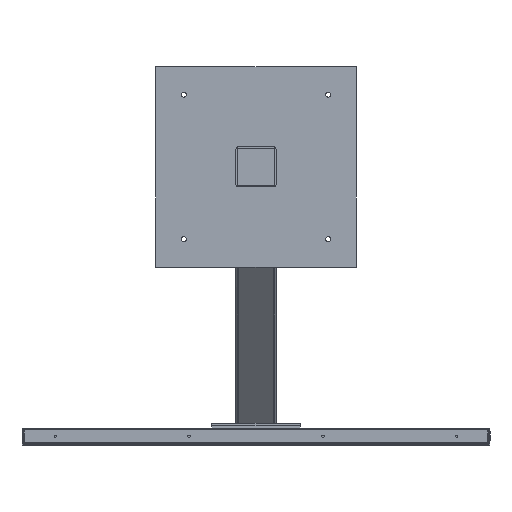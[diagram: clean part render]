
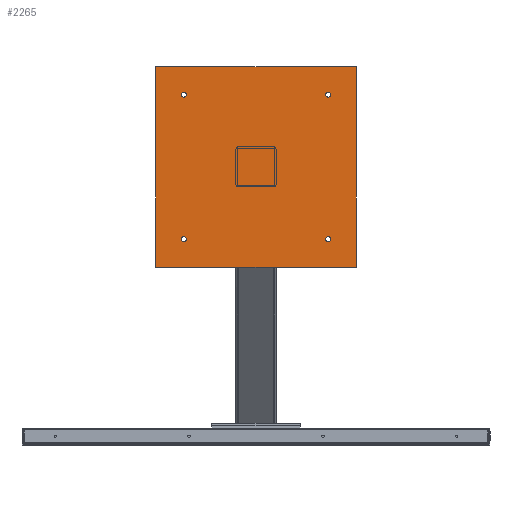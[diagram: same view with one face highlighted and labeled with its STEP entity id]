
A CAD part, front view. The second image highlights one B-rep face of the part: STEP entity #2265.
In plain terms, the highlighted planar face has unit normal (0, -1, 0).
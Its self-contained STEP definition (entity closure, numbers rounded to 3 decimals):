
#325 = VERTEX_POINT ( 'NONE', #847 ) ;
#397 = CIRCLE ( 'NONE', #1459, 6.5 ) ;
#610 = DIRECTION ( 'NONE',  ( 0., -1., 0. ) ) ;
#643 = ORIENTED_EDGE ( 'NONE', *, *, #1003, .T. ) ;
#652 = CARTESIAN_POINT ( 'NONE',  ( -180., -3222., 465. ) ) ;
#679 = AXIS2_PLACEMENT_3D ( 'NONE', #652, #7463, #4880 ) ;
#752 = CARTESIAN_POINT ( 'NONE',  ( 180., -3222., 818.5 ) ) ;
#778 = AXIS2_PLACEMENT_3D ( 'NONE', #8272, #5664, #4788 ) ;
#784 = CARTESIAN_POINT ( 'NONE',  ( 180., -3222., 825. ) ) ;
#847 = CARTESIAN_POINT ( 'NONE',  ( -180., -3222., 818.5 ) ) ;
#856 = LINE ( 'NONE', #4069, #2186 ) ;
#867 = EDGE_CURVE ( 'NONE', #6025, #9012, #2040, .T. ) ;
#874 = DIRECTION ( 'NONE',  ( 0., 0., -1. ) ) ;
#935 = LINE ( 'NONE', #6655, #8633 ) ;
#1003 = EDGE_CURVE ( 'NONE', #3498, #6318, #856, .T. ) ;
#1163 = FACE_OUTER_BOUND ( 'NONE', #5546, .T. ) ;
#1271 = AXIS2_PLACEMENT_3D ( 'NONE', #2817, #6973, #2859 ) ;
#1391 = CARTESIAN_POINT ( 'NONE',  ( 250., -3222., 395. ) ) ;
#1459 = AXIS2_PLACEMENT_3D ( 'NONE', #8358, #5787, #9217 ) ;
#1472 = CARTESIAN_POINT ( 'NONE',  ( 250., -3222., 895. ) ) ;
#1525 = VERTEX_POINT ( 'NONE', #7156 ) ;
#1563 = FACE_BOUND ( 'NONE', #10154, .T. ) ;
#1679 = AXIS2_PLACEMENT_3D ( 'NONE', #5629, #6598, #9850 ) ;
#1746 = VERTEX_POINT ( 'NONE', #752 ) ;
#1879 = CIRCLE ( 'NONE', #778, 6.5 ) ;
#1884 = DIRECTION ( 'NONE',  ( 1., 0., 0. ) ) ;
#1903 = AXIS2_PLACEMENT_3D ( 'NONE', #5094, #10925, #874 ) ;
#2040 = CIRCLE ( 'NONE', #1679, 6.5 ) ;
#2186 = VECTOR ( 'NONE', #9986, 1000. ) ;
#2254 = AXIS2_PLACEMENT_3D ( 'NONE', #4771, #610, #4810 ) ;
#2265 = ADVANCED_FACE ( 'NONE', ( #1163, #4626, #1563, #2360, #10975 ), #9609, .F. ) ;
#2360 = FACE_BOUND ( 'NONE', #7992, .T. ) ;
#2640 = EDGE_CURVE ( 'NONE', #10610, #6275, #2728, .T. ) ;
#2728 = CIRCLE ( 'NONE', #6094, 6.5 ) ;
#2817 = CARTESIAN_POINT ( 'NONE',  ( 0., -3222., 0. ) ) ;
#2859 = DIRECTION ( 'NONE',  ( 0., 0., 1. ) ) ;
#3129 = EDGE_LOOP ( 'NONE', ( #9768, #6661 ) ) ;
#3155 = VERTEX_POINT ( 'NONE', #5996 ) ;
#3259 = ORIENTED_EDGE ( 'NONE', *, *, #10275, .T. ) ;
#3298 = EDGE_CURVE ( 'NONE', #4866, #3155, #4592, .T. ) ;
#3384 = DIRECTION ( 'NONE',  ( 0., 0., -1. ) ) ;
#3498 = VERTEX_POINT ( 'NONE', #1472 ) ;
#3673 = EDGE_CURVE ( 'NONE', #325, #1525, #9054, .T. ) ;
#4069 = CARTESIAN_POINT ( 'NONE',  ( -250., -3222., 895. ) ) ;
#4198 = VERTEX_POINT ( 'NONE', #6568 ) ;
#4232 = CARTESIAN_POINT ( 'NONE',  ( 180., -3222., 465. ) ) ;
#4337 = ORIENTED_EDGE ( 'NONE', *, *, #3298, .T. ) ;
#4592 = LINE ( 'NONE', #8844, #8180 ) ;
#4626 = FACE_BOUND ( 'NONE', #7874, .T. ) ;
#4664 = LINE ( 'NONE', #1391, #8624 ) ;
#4771 = CARTESIAN_POINT ( 'NONE',  ( 180., -3222., 465. ) ) ;
#4788 = DIRECTION ( 'NONE',  ( 0., 0., -1. ) ) ;
#4799 = CIRCLE ( 'NONE', #679, 6.5 ) ;
#4810 = DIRECTION ( 'NONE',  ( 0., 0., -1. ) ) ;
#4866 = VERTEX_POINT ( 'NONE', #8088 ) ;
#4880 = DIRECTION ( 'NONE',  ( 0., 0., -1. ) ) ;
#5094 = CARTESIAN_POINT ( 'NONE',  ( -180., -3222., 825. ) ) ;
#5156 = CARTESIAN_POINT ( 'NONE',  ( 180., -3222., 458.5 ) ) ;
#5546 = EDGE_LOOP ( 'NONE', ( #8311, #643, #3259, #4337 ) ) ;
#5610 = DIRECTION ( 'NONE',  ( 0., 0., 1. ) ) ;
#5629 = CARTESIAN_POINT ( 'NONE',  ( -180., -3222., 465. ) ) ;
#5664 = DIRECTION ( 'NONE',  ( 0., -1., 0. ) ) ;
#5679 = CIRCLE ( 'NONE', #2254, 6.5 ) ;
#5787 = DIRECTION ( 'NONE',  ( 0., -1., 0. ) ) ;
#5797 = ORIENTED_EDGE ( 'NONE', *, *, #2640, .F. ) ;
#5996 = CARTESIAN_POINT ( 'NONE',  ( 250., -3222., 395. ) ) ;
#6025 = VERTEX_POINT ( 'NONE', #9862 ) ;
#6094 = AXIS2_PLACEMENT_3D ( 'NONE', #4232, #8477, #7587 ) ;
#6176 = EDGE_CURVE ( 'NONE', #6275, #10610, #5679, .T. ) ;
#6275 = VERTEX_POINT ( 'NONE', #5156 ) ;
#6276 = ORIENTED_EDGE ( 'NONE', *, *, #10894, .F. ) ;
#6318 = VERTEX_POINT ( 'NONE', #8540 ) ;
#6504 = DIRECTION ( 'NONE',  ( 0., 0., -1. ) ) ;
#6568 = CARTESIAN_POINT ( 'NONE',  ( 180., -3222., 831.5 ) ) ;
#6598 = DIRECTION ( 'NONE',  ( 0., -1., 0. ) ) ;
#6655 = CARTESIAN_POINT ( 'NONE',  ( -250., -3222., 395. ) ) ;
#6661 = ORIENTED_EDGE ( 'NONE', *, *, #867, .F. ) ;
#6973 = DIRECTION ( 'NONE',  ( 0., 1., 0. ) ) ;
#7126 = EDGE_CURVE ( 'NONE', #1525, #325, #1879, .T. ) ;
#7156 = CARTESIAN_POINT ( 'NONE',  ( -180., -3222., 831.5 ) ) ;
#7447 = CARTESIAN_POINT ( 'NONE',  ( -180., -3222., 471.5 ) ) ;
#7463 = DIRECTION ( 'NONE',  ( 0., -1., 0. ) ) ;
#7587 = DIRECTION ( 'NONE',  ( 0., 0., -1. ) ) ;
#7616 = EDGE_CURVE ( 'NONE', #1746, #4198, #10910, .T. ) ;
#7807 = ORIENTED_EDGE ( 'NONE', *, *, #7616, .F. ) ;
#7874 = EDGE_LOOP ( 'NONE', ( #8280, #10740 ) ) ;
#7992 = EDGE_LOOP ( 'NONE', ( #5797, #10006 ) ) ;
#8088 = CARTESIAN_POINT ( 'NONE',  ( -250., -3222., 395. ) ) ;
#8180 = VECTOR ( 'NONE', #1884, 1000. ) ;
#8272 = CARTESIAN_POINT ( 'NONE',  ( -180., -3222., 825. ) ) ;
#8280 = ORIENTED_EDGE ( 'NONE', *, *, #7126, .F. ) ;
#8311 = ORIENTED_EDGE ( 'NONE', *, *, #10784, .T. ) ;
#8358 = CARTESIAN_POINT ( 'NONE',  ( 180., -3222., 825. ) ) ;
#8453 = DIRECTION ( 'NONE',  ( 0., -1., 0. ) ) ;
#8477 = DIRECTION ( 'NONE',  ( 0., -1., 0. ) ) ;
#8540 = CARTESIAN_POINT ( 'NONE',  ( -250., -3222., 895. ) ) ;
#8624 = VECTOR ( 'NONE', #5610, 1000. ) ;
#8633 = VECTOR ( 'NONE', #6504, 1000. ) ;
#8725 = CARTESIAN_POINT ( 'NONE',  ( 180., -3222., 471.5 ) ) ;
#8844 = CARTESIAN_POINT ( 'NONE',  ( -250., -3222., 395. ) ) ;
#9012 = VERTEX_POINT ( 'NONE', #7447 ) ;
#9054 = CIRCLE ( 'NONE', #1903, 6.5 ) ;
#9217 = DIRECTION ( 'NONE',  ( 0., 0., -1. ) ) ;
#9609 = PLANE ( 'NONE',  #1271 ) ;
#9768 = ORIENTED_EDGE ( 'NONE', *, *, #10198, .F. ) ;
#9850 = DIRECTION ( 'NONE',  ( 0., 0., -1. ) ) ;
#9862 = CARTESIAN_POINT ( 'NONE',  ( -180., -3222., 458.5 ) ) ;
#9986 = DIRECTION ( 'NONE',  ( -1., 0., 0. ) ) ;
#10006 = ORIENTED_EDGE ( 'NONE', *, *, #6176, .F. ) ;
#10154 = EDGE_LOOP ( 'NONE', ( #6276, #7807 ) ) ;
#10198 = EDGE_CURVE ( 'NONE', #9012, #6025, #4799, .T. ) ;
#10275 = EDGE_CURVE ( 'NONE', #6318, #4866, #935, .T. ) ;
#10610 = VERTEX_POINT ( 'NONE', #8725 ) ;
#10661 = AXIS2_PLACEMENT_3D ( 'NONE', #784, #8453, #3384 ) ;
#10740 = ORIENTED_EDGE ( 'NONE', *, *, #3673, .F. ) ;
#10784 = EDGE_CURVE ( 'NONE', #3155, #3498, #4664, .T. ) ;
#10894 = EDGE_CURVE ( 'NONE', #4198, #1746, #397, .T. ) ;
#10910 = CIRCLE ( 'NONE', #10661, 6.5 ) ;
#10925 = DIRECTION ( 'NONE',  ( 0., -1., 0. ) ) ;
#10975 = FACE_BOUND ( 'NONE', #3129, .T. ) ;
